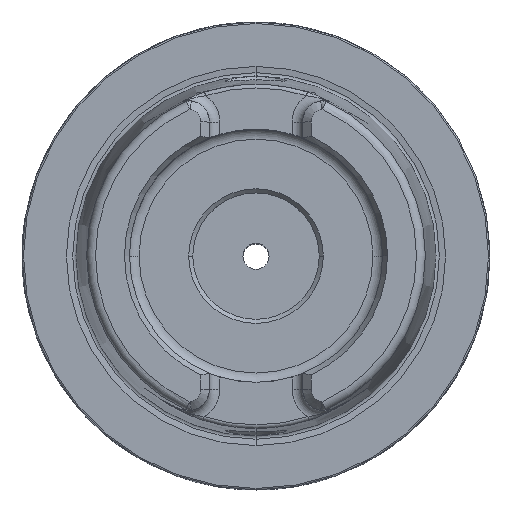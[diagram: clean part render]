
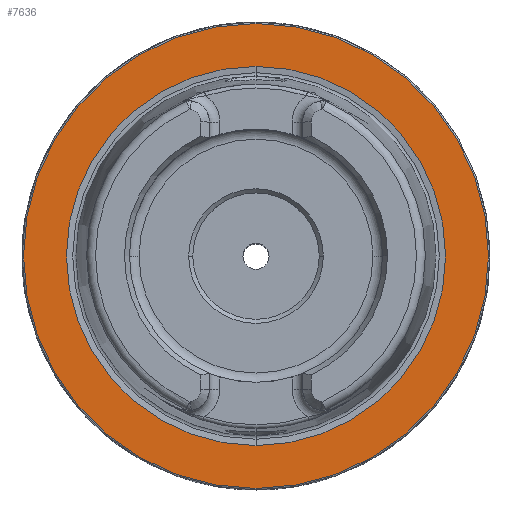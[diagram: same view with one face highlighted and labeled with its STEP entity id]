
A CAD part, top view. The second image highlights one B-rep face of the part: STEP entity #7636.
In plain terms, the highlighted planar face has unit normal (0, 0, 1).
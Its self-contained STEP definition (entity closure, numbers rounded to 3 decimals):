
#57 = AXIS2_PLACEMENT_3D ( 'NONE', #5047, #5003, #4954 ) ;
#1363 = DIRECTION ( 'NONE',  ( 0., -1., 0. ) ) ;
#1435 = DIRECTION ( 'NONE',  ( 0., 0., 1. ) ) ;
#1436 = CARTESIAN_POINT ( 'NONE',  ( 0., 0., 0. ) ) ;
#1690 = EDGE_CURVE ( 'NONE', #10118, #2888, #9198, .T. ) ;
#2594 = VERTEX_POINT ( 'NONE', #11620 ) ;
#2698 = FACE_OUTER_BOUND ( 'NONE', #3156, .T. ) ;
#2888 = VERTEX_POINT ( 'NONE', #7809 ) ;
#2950 = CARTESIAN_POINT ( 'NONE',  ( 0., -31.27, 0. ) ) ;
#3045 = EDGE_CURVE ( 'NONE', #2888, #10118, #6547, .T. ) ;
#3156 = EDGE_LOOP ( 'NONE', ( #5058, #5589 ) ) ;
#3201 = CARTESIAN_POINT ( 'NONE',  ( 0., -25.5, 0. ) ) ;
#3206 = EDGE_CURVE ( 'NONE', #2594, #3328, #6360, .T. ) ;
#3328 = VERTEX_POINT ( 'NONE', #3201 ) ;
#3418 = CIRCLE ( 'NONE', #57, 25.5 ) ;
#4376 = EDGE_LOOP ( 'NONE', ( #4861, #4582 ) ) ;
#4582 = ORIENTED_EDGE ( 'NONE', *, *, #3206, .T. ) ;
#4861 = ORIENTED_EDGE ( 'NONE', *, *, #9096, .T. ) ;
#4954 = DIRECTION ( 'NONE',  ( 0., 1., 0. ) ) ;
#5003 = DIRECTION ( 'NONE',  ( 0., 0., -1. ) ) ;
#5047 = CARTESIAN_POINT ( 'NONE',  ( 0., 0., 0. ) ) ;
#5058 = ORIENTED_EDGE ( 'NONE', *, *, #1690, .T. ) ;
#5072 = AXIS2_PLACEMENT_3D ( 'NONE', #7504, #7489, #7473 ) ;
#5550 = CARTESIAN_POINT ( 'NONE',  ( 0., 31.47, 0. ) ) ;
#5589 = ORIENTED_EDGE ( 'NONE', *, *, #3045, .T. ) ;
#5626 = DIRECTION ( 'NONE',  ( 0., 0., 1. ) ) ;
#6360 = CIRCLE ( 'NONE', #6476, 25.5 ) ;
#6476 = AXIS2_PLACEMENT_3D ( 'NONE', #8071, #8197, #8453 ) ;
#6547 = CIRCLE ( 'NONE', #8555, 31.27 ) ;
#6838 = DIRECTION ( 'NONE',  ( 0., -1., 0. ) ) ;
#7276 = PLANE ( 'NONE',  #11278 ) ;
#7459 = FACE_BOUND ( 'NONE', #4376, .T. ) ;
#7473 = DIRECTION ( 'NONE',  ( 0., -1., 0. ) ) ;
#7489 = DIRECTION ( 'NONE',  ( 0., 0., 1. ) ) ;
#7504 = CARTESIAN_POINT ( 'NONE',  ( 0., 0., 0. ) ) ;
#7636 = ADVANCED_FACE ( 'NONE', ( #2698, #7459 ), #7276, .T. ) ;
#7809 = CARTESIAN_POINT ( 'NONE',  ( 0., 31.27, 0. ) ) ;
#8071 = CARTESIAN_POINT ( 'NONE',  ( 0., 0., 0. ) ) ;
#8197 = DIRECTION ( 'NONE',  ( 0., 0., -1. ) ) ;
#8453 = DIRECTION ( 'NONE',  ( 0., 1., 0. ) ) ;
#8555 = AXIS2_PLACEMENT_3D ( 'NONE', #1436, #1435, #1363 ) ;
#9096 = EDGE_CURVE ( 'NONE', #3328, #2594, #3418, .T. ) ;
#9198 = CIRCLE ( 'NONE', #5072, 31.27 ) ;
#10118 = VERTEX_POINT ( 'NONE', #2950 ) ;
#11278 = AXIS2_PLACEMENT_3D ( 'NONE', #5550, #5626, #6838 ) ;
#11620 = CARTESIAN_POINT ( 'NONE',  ( 0., 25.5, 0. ) ) ;
